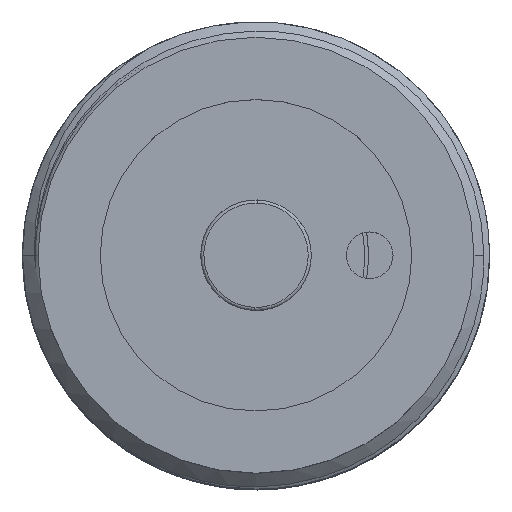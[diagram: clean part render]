
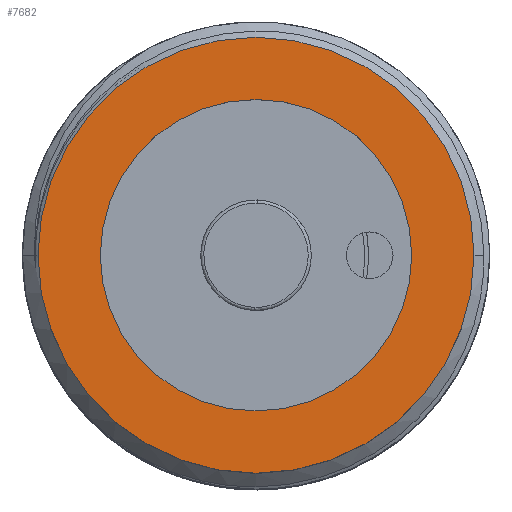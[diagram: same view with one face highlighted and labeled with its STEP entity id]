
A CAD part, top view. The second image highlights one B-rep face of the part: STEP entity #7682.
In plain terms, the highlighted face is planar.
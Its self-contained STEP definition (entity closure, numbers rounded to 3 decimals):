
#132 = DIRECTION ( 'NONE',  ( -1., 0., 0. ) ) ;
#634 = CIRCLE ( 'NONE', #1664, 10. ) ;
#824 = CARTESIAN_POINT ( 'NONE',  ( 0., 0., 0. ) ) ;
#837 = ORIENTED_EDGE ( 'NONE', *, *, #12138, .F. ) ;
#1234 = DIRECTION ( 'NONE',  ( 0., 0., -1. ) ) ;
#1383 = AXIS2_PLACEMENT_3D ( 'NONE', #8765, #7699, #1234 ) ;
#1454 = CARTESIAN_POINT ( 'NONE',  ( 0., 0., 14. ) ) ;
#1664 = AXIS2_PLACEMENT_3D ( 'NONE', #5744, #132, #2949 ) ;
#2033 = FACE_OUTER_BOUND ( 'NONE', #5898, .T. ) ;
#2310 = CARTESIAN_POINT ( 'NONE',  ( 0., 0., 0. ) ) ;
#2464 = ORIENTED_EDGE ( 'NONE', *, *, #4804, .T. ) ;
#2700 = DIRECTION ( 'NONE',  ( -1., 0., 0. ) ) ;
#2949 = DIRECTION ( 'NONE',  ( 0., 0., -1. ) ) ;
#3254 = DIRECTION ( 'NONE',  ( 1., 0., 0. ) ) ;
#3428 = CARTESIAN_POINT ( 'NONE',  ( 0., 0., 0. ) ) ;
#4156 = CARTESIAN_POINT ( 'NONE',  ( 0., 0., -10. ) ) ;
#4452 = CARTESIAN_POINT ( 'NONE',  ( 0., 0., 10. ) ) ;
#4804 = EDGE_CURVE ( 'NONE', #9325, #7776, #7918, .T. ) ;
#4919 = AXIS2_PLACEMENT_3D ( 'NONE', #3428, #3254, #11708 ) ;
#5101 = PLANE ( 'NONE',  #4919 ) ;
#5441 = CIRCLE ( 'NONE', #11854, 14. ) ;
#5695 = EDGE_LOOP ( 'NONE', ( #837, #6332 ) ) ;
#5744 = CARTESIAN_POINT ( 'NONE',  ( 0., 0., 0. ) ) ;
#5898 = EDGE_LOOP ( 'NONE', ( #12150, #2464 ) ) ;
#6082 = DIRECTION ( 'NONE',  ( -1., 0., 0. ) ) ;
#6270 = VERTEX_POINT ( 'NONE', #4452 ) ;
#6332 = ORIENTED_EDGE ( 'NONE', *, *, #7537, .F. ) ;
#6548 = AXIS2_PLACEMENT_3D ( 'NONE', #2310, #6082, #8090 ) ;
#6700 = FACE_BOUND ( 'NONE', #5695, .T. ) ;
#7180 = EDGE_CURVE ( 'NONE', #7776, #9325, #5441, .T. ) ;
#7537 = EDGE_CURVE ( 'NONE', #6270, #8461, #9382, .T. ) ;
#7682 = ADVANCED_FACE ( 'NONE', ( #2033, #6700 ), #5101, .F. ) ;
#7699 = DIRECTION ( 'NONE',  ( -1., 0., 0. ) ) ;
#7776 = VERTEX_POINT ( 'NONE', #1454 ) ;
#7918 = CIRCLE ( 'NONE', #6548, 14. ) ;
#8090 = DIRECTION ( 'NONE',  ( 0., 0., 1. ) ) ;
#8461 = VERTEX_POINT ( 'NONE', #4156 ) ;
#8765 = CARTESIAN_POINT ( 'NONE',  ( 0., 0., 0. ) ) ;
#9325 = VERTEX_POINT ( 'NONE', #11821 ) ;
#9382 = CIRCLE ( 'NONE', #1383, 10. ) ;
#11708 = DIRECTION ( 'NONE',  ( 0., 0., -1. ) ) ;
#11821 = CARTESIAN_POINT ( 'NONE',  ( 0., 0., -14. ) ) ;
#11854 = AXIS2_PLACEMENT_3D ( 'NONE', #824, #2700, #12102 ) ;
#12102 = DIRECTION ( 'NONE',  ( 0., 0., 1. ) ) ;
#12138 = EDGE_CURVE ( 'NONE', #8461, #6270, #634, .T. ) ;
#12150 = ORIENTED_EDGE ( 'NONE', *, *, #7180, .T. ) ;
